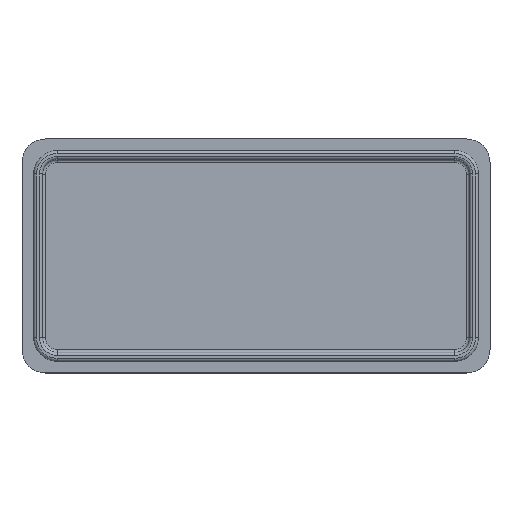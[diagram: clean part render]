
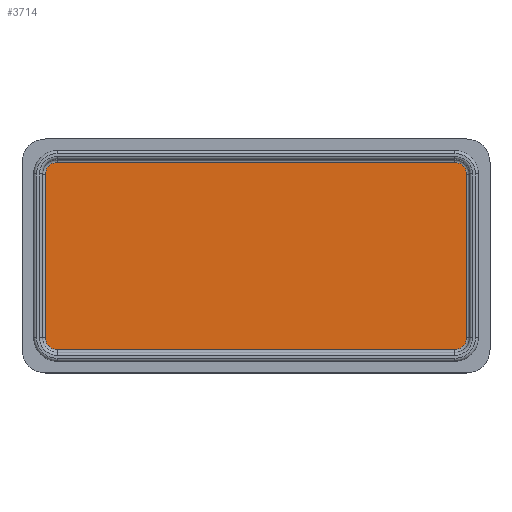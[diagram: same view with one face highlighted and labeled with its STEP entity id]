
A CAD part, top view. The second image highlights one B-rep face of the part: STEP entity #3714.
In plain terms, the highlighted planar face has unit normal (0, 0, 1).
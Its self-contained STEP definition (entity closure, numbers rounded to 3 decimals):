
#2934 = CYLINDRICAL_SURFACE('',#2935,1.);
#2935 = AXIS2_PLACEMENT_3D('',#2936,#2937,#2938);
#2936 = CARTESIAN_POINT('',(-68.,-32.,5.));
#2937 = DIRECTION('',(1.,0.,0.));
#2938 = DIRECTION('',(0.,-1.,0.));
#2989 = TOROIDAL_SURFACE('',#2990,4.,1.);
#2990 = AXIS2_PLACEMENT_3D('',#2991,#2992,#2993);
#2991 = CARTESIAN_POINT('',(-68.,-28.,5.));
#2992 = DIRECTION('',(-0.,-0.,-1.));
#2993 = DIRECTION('',(-1.,0.,0.));
#3044 = TOROIDAL_SURFACE('',#3045,4.,1.);
#3045 = AXIS2_PLACEMENT_3D('',#3046,#3047,#3048);
#3046 = CARTESIAN_POINT('',(68.,-28.,5.));
#3047 = DIRECTION('',(-0.,-0.,-1.));
#3048 = DIRECTION('',(0.,-1.,0.));
#3098 = CYLINDRICAL_SURFACE('',#3099,1.);
#3099 = AXIS2_PLACEMENT_3D('',#3100,#3101,#3102);
#3100 = CARTESIAN_POINT('',(-72.,28.,5.));
#3101 = DIRECTION('',(0.,-1.,0.));
#3102 = DIRECTION('',(-1.,0.,0.));
#3152 = CYLINDRICAL_SURFACE('',#3153,1.);
#3153 = AXIS2_PLACEMENT_3D('',#3154,#3155,#3156);
#3154 = CARTESIAN_POINT('',(72.,-28.,5.));
#3155 = DIRECTION('',(0.,1.,0.));
#3156 = DIRECTION('',(1.,0.,0.));
#3207 = TOROIDAL_SURFACE('',#3208,4.,1.);
#3208 = AXIS2_PLACEMENT_3D('',#3209,#3210,#3211);
#3209 = CARTESIAN_POINT('',(-68.,28.,5.));
#3210 = DIRECTION('',(-0.,-0.,-1.));
#3211 = DIRECTION('',(0.,1.,0.));
#3262 = TOROIDAL_SURFACE('',#3263,4.,1.);
#3263 = AXIS2_PLACEMENT_3D('',#3264,#3265,#3266);
#3264 = CARTESIAN_POINT('',(68.,28.,5.));
#3265 = DIRECTION('',(-0.,-0.,-1.));
#3266 = DIRECTION('',(1.,0.,0.));
#3294 = CYLINDRICAL_SURFACE('',#3295,1.);
#3295 = AXIS2_PLACEMENT_3D('',#3296,#3297,#3298);
#3296 = CARTESIAN_POINT('',(68.,32.,5.));
#3297 = DIRECTION('',(-1.,0.,0.));
#3298 = DIRECTION('',(0.,1.,0.));
#3310 = VERTEX_POINT('',#3311);
#3311 = CARTESIAN_POINT('',(-68.,-32.,4.));
#3333 = EDGE_CURVE('',#3310,#3334,#3336,.T.);
#3334 = VERTEX_POINT('',#3335);
#3335 = CARTESIAN_POINT('',(68.,-32.,4.));
#3336 = SURFACE_CURVE('',#3337,(#3341,#3348),.PCURVE_S1.);
#3337 = LINE('',#3338,#3339);
#3338 = CARTESIAN_POINT('',(-68.,-32.,4.));
#3339 = VECTOR('',#3340,1.);
#3340 = DIRECTION('',(1.,0.,0.));
#3341 = PCURVE('',#2934,#3342);
#3342 = DEFINITIONAL_REPRESENTATION('',(#3343),#3347);
#3343 = LINE('',#3344,#3345);
#3344 = CARTESIAN_POINT('',(1.571,0.));
#3345 = VECTOR('',#3346,1.);
#3346 = DIRECTION('',(0.,1.));
#3347 = ( GEOMETRIC_REPRESENTATION_CONTEXT(2) 
PARAMETRIC_REPRESENTATION_CONTEXT() REPRESENTATION_CONTEXT('2D SPACE',''
  ) );
#3348 = PCURVE('',#3349,#3354);
#3349 = PLANE('',#3350);
#3350 = AXIS2_PLACEMENT_3D('',#3351,#3352,#3353);
#3351 = CARTESIAN_POINT('',(0.,0.,4.));
#3352 = DIRECTION('',(0.,0.,1.));
#3353 = DIRECTION('',(1.,0.,0.));
#3354 = DEFINITIONAL_REPRESENTATION('',(#3355),#3359);
#3355 = LINE('',#3356,#3357);
#3356 = CARTESIAN_POINT('',(-68.,-32.));
#3357 = VECTOR('',#3358,1.);
#3358 = DIRECTION('',(1.,0.));
#3359 = ( GEOMETRIC_REPRESENTATION_CONTEXT(2) 
PARAMETRIC_REPRESENTATION_CONTEXT() REPRESENTATION_CONTEXT('2D SPACE',''
  ) );
#3388 = VERTEX_POINT('',#3389);
#3389 = CARTESIAN_POINT('',(-72.,-28.,4.));
#3413 = EDGE_CURVE('',#3388,#3310,#3414,.T.);
#3414 = SURFACE_CURVE('',#3415,(#3420,#3427),.PCURVE_S1.);
#3415 = CIRCLE('',#3416,4.);
#3416 = AXIS2_PLACEMENT_3D('',#3417,#3418,#3419);
#3417 = CARTESIAN_POINT('',(-68.,-28.,4.));
#3418 = DIRECTION('',(0.,0.,1.));
#3419 = DIRECTION('',(-1.,0.,0.));
#3420 = PCURVE('',#2989,#3421);
#3421 = DEFINITIONAL_REPRESENTATION('',(#3422),#3426);
#3422 = LINE('',#3423,#3424);
#3423 = CARTESIAN_POINT('',(-0.,1.571));
#3424 = VECTOR('',#3425,1.);
#3425 = DIRECTION('',(-1.,0.));
#3426 = ( GEOMETRIC_REPRESENTATION_CONTEXT(2) 
PARAMETRIC_REPRESENTATION_CONTEXT() REPRESENTATION_CONTEXT('2D SPACE',''
  ) );
#3427 = PCURVE('',#3349,#3428);
#3428 = DEFINITIONAL_REPRESENTATION('',(#3429),#3433);
#3429 = CIRCLE('',#3430,4.);
#3430 = AXIS2_PLACEMENT_2D('',#3431,#3432);
#3431 = CARTESIAN_POINT('',(-68.,-28.));
#3432 = DIRECTION('',(-1.,0.));
#3433 = ( GEOMETRIC_REPRESENTATION_CONTEXT(2) 
PARAMETRIC_REPRESENTATION_CONTEXT() REPRESENTATION_CONTEXT('2D SPACE',''
  ) );
#3441 = VERTEX_POINT('',#3442);
#3442 = CARTESIAN_POINT('',(72.,-28.,4.));
#3464 = EDGE_CURVE('',#3334,#3441,#3465,.T.);
#3465 = SURFACE_CURVE('',#3466,(#3471,#3478),.PCURVE_S1.);
#3466 = CIRCLE('',#3467,4.);
#3467 = AXIS2_PLACEMENT_3D('',#3468,#3469,#3470);
#3468 = CARTESIAN_POINT('',(68.,-28.,4.));
#3469 = DIRECTION('',(-0.,0.,1.));
#3470 = DIRECTION('',(0.,-1.,0.));
#3471 = PCURVE('',#3044,#3472);
#3472 = DEFINITIONAL_REPRESENTATION('',(#3473),#3477);
#3473 = LINE('',#3474,#3475);
#3474 = CARTESIAN_POINT('',(-0.,1.571));
#3475 = VECTOR('',#3476,1.);
#3476 = DIRECTION('',(-1.,0.));
#3477 = ( GEOMETRIC_REPRESENTATION_CONTEXT(2) 
PARAMETRIC_REPRESENTATION_CONTEXT() REPRESENTATION_CONTEXT('2D SPACE',''
  ) );
#3478 = PCURVE('',#3349,#3479);
#3479 = DEFINITIONAL_REPRESENTATION('',(#3480),#3484);
#3480 = CIRCLE('',#3481,4.);
#3481 = AXIS2_PLACEMENT_2D('',#3482,#3483);
#3482 = CARTESIAN_POINT('',(68.,-28.));
#3483 = DIRECTION('',(0.,-1.));
#3484 = ( GEOMETRIC_REPRESENTATION_CONTEXT(2) 
PARAMETRIC_REPRESENTATION_CONTEXT() REPRESENTATION_CONTEXT('2D SPACE',''
  ) );
#3490 = VERTEX_POINT('',#3491);
#3491 = CARTESIAN_POINT('',(-72.,28.,4.));
#3513 = EDGE_CURVE('',#3490,#3388,#3514,.T.);
#3514 = SURFACE_CURVE('',#3515,(#3519,#3526),.PCURVE_S1.);
#3515 = LINE('',#3516,#3517);
#3516 = CARTESIAN_POINT('',(-72.,28.,4.));
#3517 = VECTOR('',#3518,1.);
#3518 = DIRECTION('',(0.,-1.,0.));
#3519 = PCURVE('',#3098,#3520);
#3520 = DEFINITIONAL_REPRESENTATION('',(#3521),#3525);
#3521 = LINE('',#3522,#3523);
#3522 = CARTESIAN_POINT('',(1.571,0.));
#3523 = VECTOR('',#3524,1.);
#3524 = DIRECTION('',(0.,1.));
#3525 = ( GEOMETRIC_REPRESENTATION_CONTEXT(2) 
PARAMETRIC_REPRESENTATION_CONTEXT() REPRESENTATION_CONTEXT('2D SPACE',''
  ) );
#3526 = PCURVE('',#3349,#3527);
#3527 = DEFINITIONAL_REPRESENTATION('',(#3528),#3532);
#3528 = LINE('',#3529,#3530);
#3529 = CARTESIAN_POINT('',(-72.,28.));
#3530 = VECTOR('',#3531,1.);
#3531 = DIRECTION('',(0.,-1.));
#3532 = ( GEOMETRIC_REPRESENTATION_CONTEXT(2) 
PARAMETRIC_REPRESENTATION_CONTEXT() REPRESENTATION_CONTEXT('2D SPACE',''
  ) );
#3540 = EDGE_CURVE('',#3441,#3541,#3543,.T.);
#3541 = VERTEX_POINT('',#3542);
#3542 = CARTESIAN_POINT('',(72.,28.,4.));
#3543 = SURFACE_CURVE('',#3544,(#3548,#3555),.PCURVE_S1.);
#3544 = LINE('',#3545,#3546);
#3545 = CARTESIAN_POINT('',(72.,-28.,4.));
#3546 = VECTOR('',#3547,1.);
#3547 = DIRECTION('',(0.,1.,0.));
#3548 = PCURVE('',#3152,#3549);
#3549 = DEFINITIONAL_REPRESENTATION('',(#3550),#3554);
#3550 = LINE('',#3551,#3552);
#3551 = CARTESIAN_POINT('',(1.571,0.));
#3552 = VECTOR('',#3553,1.);
#3553 = DIRECTION('',(0.,1.));
#3554 = ( GEOMETRIC_REPRESENTATION_CONTEXT(2) 
PARAMETRIC_REPRESENTATION_CONTEXT() REPRESENTATION_CONTEXT('2D SPACE',''
  ) );
#3555 = PCURVE('',#3349,#3556);
#3556 = DEFINITIONAL_REPRESENTATION('',(#3557),#3561);
#3557 = LINE('',#3558,#3559);
#3558 = CARTESIAN_POINT('',(72.,-28.));
#3559 = VECTOR('',#3560,1.);
#3560 = DIRECTION('',(0.,1.));
#3561 = ( GEOMETRIC_REPRESENTATION_CONTEXT(2) 
PARAMETRIC_REPRESENTATION_CONTEXT() REPRESENTATION_CONTEXT('2D SPACE',''
  ) );
#3590 = VERTEX_POINT('',#3591);
#3591 = CARTESIAN_POINT('',(-68.,32.,4.));
#3615 = EDGE_CURVE('',#3590,#3490,#3616,.T.);
#3616 = SURFACE_CURVE('',#3617,(#3622,#3629),.PCURVE_S1.);
#3617 = CIRCLE('',#3618,4.);
#3618 = AXIS2_PLACEMENT_3D('',#3619,#3620,#3621);
#3619 = CARTESIAN_POINT('',(-68.,28.,4.));
#3620 = DIRECTION('',(0.,-0.,1.));
#3621 = DIRECTION('',(0.,1.,0.));
#3622 = PCURVE('',#3207,#3623);
#3623 = DEFINITIONAL_REPRESENTATION('',(#3624),#3628);
#3624 = LINE('',#3625,#3626);
#3625 = CARTESIAN_POINT('',(-0.,1.571));
#3626 = VECTOR('',#3627,1.);
#3627 = DIRECTION('',(-1.,0.));
#3628 = ( GEOMETRIC_REPRESENTATION_CONTEXT(2) 
PARAMETRIC_REPRESENTATION_CONTEXT() REPRESENTATION_CONTEXT('2D SPACE',''
  ) );
#3629 = PCURVE('',#3349,#3630);
#3630 = DEFINITIONAL_REPRESENTATION('',(#3631),#3635);
#3631 = CIRCLE('',#3632,4.);
#3632 = AXIS2_PLACEMENT_2D('',#3633,#3634);
#3633 = CARTESIAN_POINT('',(-68.,28.));
#3634 = DIRECTION('',(0.,1.));
#3635 = ( GEOMETRIC_REPRESENTATION_CONTEXT(2) 
PARAMETRIC_REPRESENTATION_CONTEXT() REPRESENTATION_CONTEXT('2D SPACE',''
  ) );
#3643 = VERTEX_POINT('',#3644);
#3644 = CARTESIAN_POINT('',(68.,32.,4.));
#3666 = EDGE_CURVE('',#3541,#3643,#3667,.T.);
#3667 = SURFACE_CURVE('',#3668,(#3673,#3680),.PCURVE_S1.);
#3668 = CIRCLE('',#3669,4.);
#3669 = AXIS2_PLACEMENT_3D('',#3670,#3671,#3672);
#3670 = CARTESIAN_POINT('',(68.,28.,4.));
#3671 = DIRECTION('',(0.,0.,1.));
#3672 = DIRECTION('',(1.,0.,0.));
#3673 = PCURVE('',#3262,#3674);
#3674 = DEFINITIONAL_REPRESENTATION('',(#3675),#3679);
#3675 = LINE('',#3676,#3677);
#3676 = CARTESIAN_POINT('',(-0.,1.571));
#3677 = VECTOR('',#3678,1.);
#3678 = DIRECTION('',(-1.,0.));
#3679 = ( GEOMETRIC_REPRESENTATION_CONTEXT(2) 
PARAMETRIC_REPRESENTATION_CONTEXT() REPRESENTATION_CONTEXT('2D SPACE',''
  ) );
#3680 = PCURVE('',#3349,#3681);
#3681 = DEFINITIONAL_REPRESENTATION('',(#3682),#3686);
#3682 = CIRCLE('',#3683,4.);
#3683 = AXIS2_PLACEMENT_2D('',#3684,#3685);
#3684 = CARTESIAN_POINT('',(68.,28.));
#3685 = DIRECTION('',(1.,0.));
#3686 = ( GEOMETRIC_REPRESENTATION_CONTEXT(2) 
PARAMETRIC_REPRESENTATION_CONTEXT() REPRESENTATION_CONTEXT('2D SPACE',''
  ) );
#3692 = EDGE_CURVE('',#3643,#3590,#3693,.T.);
#3693 = SURFACE_CURVE('',#3694,(#3698,#3705),.PCURVE_S1.);
#3694 = LINE('',#3695,#3696);
#3695 = CARTESIAN_POINT('',(68.,32.,4.));
#3696 = VECTOR('',#3697,1.);
#3697 = DIRECTION('',(-1.,0.,0.));
#3698 = PCURVE('',#3294,#3699);
#3699 = DEFINITIONAL_REPRESENTATION('',(#3700),#3704);
#3700 = LINE('',#3701,#3702);
#3701 = CARTESIAN_POINT('',(1.571,0.));
#3702 = VECTOR('',#3703,1.);
#3703 = DIRECTION('',(0.,1.));
#3704 = ( GEOMETRIC_REPRESENTATION_CONTEXT(2) 
PARAMETRIC_REPRESENTATION_CONTEXT() REPRESENTATION_CONTEXT('2D SPACE',''
  ) );
#3705 = PCURVE('',#3349,#3706);
#3706 = DEFINITIONAL_REPRESENTATION('',(#3707),#3711);
#3707 = LINE('',#3708,#3709);
#3708 = CARTESIAN_POINT('',(68.,32.));
#3709 = VECTOR('',#3710,1.);
#3710 = DIRECTION('',(-1.,0.));
#3711 = ( GEOMETRIC_REPRESENTATION_CONTEXT(2) 
PARAMETRIC_REPRESENTATION_CONTEXT() REPRESENTATION_CONTEXT('2D SPACE',''
  ) );
#3714 = ADVANCED_FACE('',(#3715),#3349,.T.);
#3715 = FACE_BOUND('',#3716,.T.);
#3716 = EDGE_LOOP('',(#3717,#3718,#3719,#3720,#3721,#3722,#3723,#3724));
#3717 = ORIENTED_EDGE('',*,*,#3413,.T.);
#3718 = ORIENTED_EDGE('',*,*,#3333,.T.);
#3719 = ORIENTED_EDGE('',*,*,#3464,.T.);
#3720 = ORIENTED_EDGE('',*,*,#3540,.T.);
#3721 = ORIENTED_EDGE('',*,*,#3666,.T.);
#3722 = ORIENTED_EDGE('',*,*,#3692,.T.);
#3723 = ORIENTED_EDGE('',*,*,#3615,.T.);
#3724 = ORIENTED_EDGE('',*,*,#3513,.T.);
